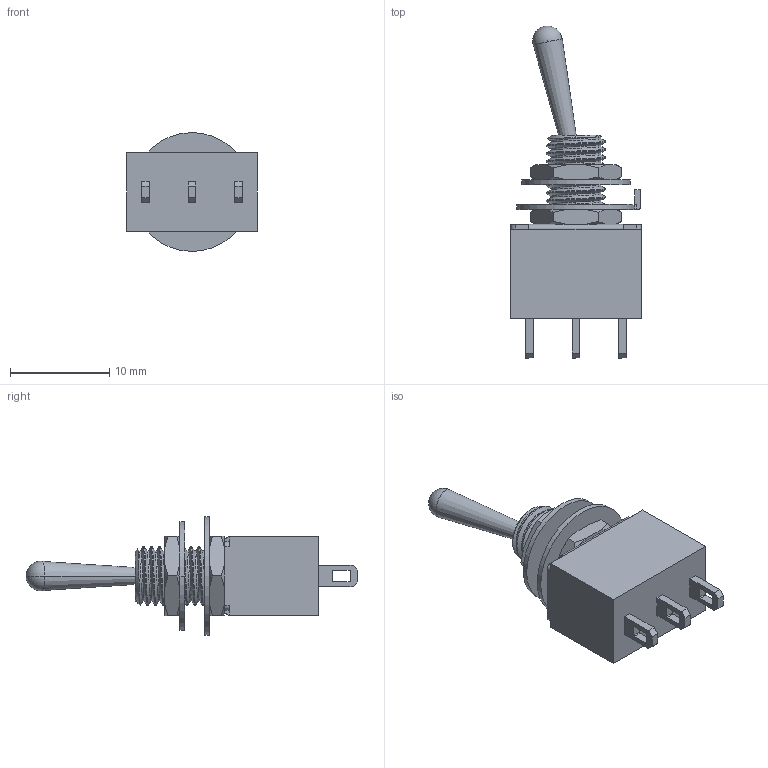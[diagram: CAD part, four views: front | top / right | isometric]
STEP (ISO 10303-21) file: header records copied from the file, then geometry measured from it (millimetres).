
FILE_DESCRIPTION (( 'STEP AP203' ), '1' );
FILE_NAME ('MTS-102.STEP', '2019-01-02T16:51:54', ( 'User' ), ( '' ), 'SwSTEP 2.0', 'SolidWorks 2017', '' );
FILE_SCHEMA (( 'CONFIG_CONTROL_DESIGN' ));
Length unit declared in the file: millimetre
Products named in the file (1): MTS-102
Bounding box: 13.2 x 33.53 x 12 mm (x, y, z)
Volume: 1378.5 mm3; surface area: 1727.6 mm2
Topology: 5 solids, 5 shells, 238 faces, 656 edges, 430 vertices
Faces by surface type: plane 83, cylinder 73, bspline 44, cone 34, sphere 4
Entity records: 24297 total; most frequent: CARTESIAN_POINT 18906, ORIENTED_EDGE 1294, DIRECTION 890, EDGE_CURVE 647, VERTEX_POINT 425, AXIS2_PLACEMENT_3D 304, VECTOR 282, LINE 282
